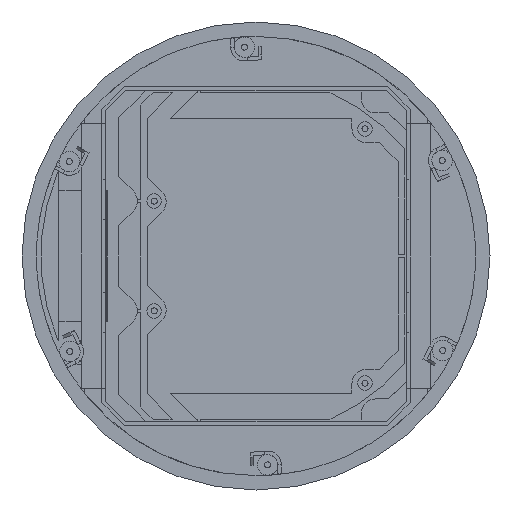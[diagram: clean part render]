
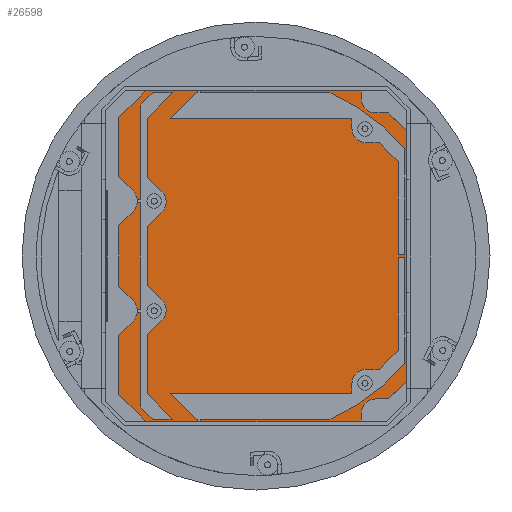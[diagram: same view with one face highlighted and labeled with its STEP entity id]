
A CAD part, front view. The second image highlights one B-rep face of the part: STEP entity #26598.
In plain terms, the highlighted face is planar.
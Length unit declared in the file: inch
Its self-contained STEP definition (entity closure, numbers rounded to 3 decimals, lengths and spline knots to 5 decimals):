
#519 = CARTESIAN_POINT ( 'NONE',  ( 3.93898, 4.13386, 0. ) ) ;
#971 = ORIENTED_EDGE ( 'NONE', *, *, #24702, .F. ) ;
#997 = EDGE_LOOP ( 'NONE', ( #21429, #14921, #971, #6622 ) ) ;
#1286 = CARTESIAN_POINT ( 'NONE',  ( 3.93898, 0., 0. ) ) ;
#1968 = VECTOR ( 'NONE', #18840, 39.37008 ) ;
#2302 = EDGE_CURVE ( 'NONE', #16439, #7432, #15345, .T. ) ;
#3905 = CARTESIAN_POINT ( 'NONE',  ( -4.32874, -3.71938, 0. ) ) ;
#3996 = AXIS2_PLACEMENT_3D ( 'NONE', #25705, #12565, #27896 ) ;
#5307 = CARTESIAN_POINT ( 'NONE',  ( 3.93898, -4.13386, 0. ) ) ;
#6622 = ORIENTED_EDGE ( 'NONE', *, *, #13225, .F. ) ;
#7432 = VERTEX_POINT ( 'NONE', #5307 ) ;
#7445 = VECTOR ( 'NONE', #22757, 39.37008 ) ;
#7734 = LINE ( 'NONE', #1286, #1968 ) ;
#8120 = LINE ( 'NONE', #22853, #7445 ) ;
#8982 = AXIS2_PLACEMENT_3D ( 'NONE', #25144, #12035, #27367 ) ;
#9168 = DIRECTION ( 'NONE',  ( 0., 0., 1. ) ) ;
#11828 = CARTESIAN_POINT ( 'NONE',  ( -4.32874, 3.71938, 0. ) ) ;
#12035 = DIRECTION ( 'NONE',  ( 0., 0., 1. ) ) ;
#12565 = DIRECTION ( 'NONE',  ( 0., 0., 1. ) ) ;
#13225 = EDGE_CURVE ( 'NONE', #19846, #16215, #18484, .T. ) ;
#13982 = EDGE_CURVE ( 'NONE', #7432, #19846, #7734, .T. ) ;
#14140 = PLANE ( 'NONE',  #8982 ) ;
#14921 = ORIENTED_EDGE ( 'NONE', *, *, #2302, .F. ) ;
#15345 = CIRCLE ( 'NONE', #26439, 5.70866 ) ;
#16215 = VERTEX_POINT ( 'NONE', #11828 ) ;
#16439 = VERTEX_POINT ( 'NONE', #3905 ) ;
#18484 = CIRCLE ( 'NONE', #3996, 5.70866 ) ;
#18840 = DIRECTION ( 'NONE',  ( 0., 1., 0. ) ) ;
#19846 = VERTEX_POINT ( 'NONE', #519 ) ;
#21429 = ORIENTED_EDGE ( 'NONE', *, *, #13982, .F. ) ;
#22268 = CARTESIAN_POINT ( 'NONE',  ( 0.00197, 0., 0. ) ) ;
#22757 = DIRECTION ( 'NONE',  ( 0., -1., 0. ) ) ;
#22853 = CARTESIAN_POINT ( 'NONE',  ( -4.32874, 0., 0. ) ) ;
#24460 = DIRECTION ( 'NONE',  ( -1., 0., 0. ) ) ;
#24702 = EDGE_CURVE ( 'NONE', #16215, #16439, #8120, .T. ) ;
#25144 = CARTESIAN_POINT ( 'NONE',  ( 0.00197, 0., 0. ) ) ;
#25705 = CARTESIAN_POINT ( 'NONE',  ( 0.00197, 0., 0. ) ) ;
#26439 = AXIS2_PLACEMENT_3D ( 'NONE', #22268, #9168, #24460 ) ;
#26598 = ADVANCED_FACE ( 'NONE', ( #27802 ), #14140, .F. ) ;
#27367 = DIRECTION ( 'NONE',  ( 1., 0., 0. ) ) ;
#27802 = FACE_OUTER_BOUND ( 'NONE', #997, .T. ) ;
#27896 = DIRECTION ( 'NONE',  ( -1., 0., 0. ) ) ;
